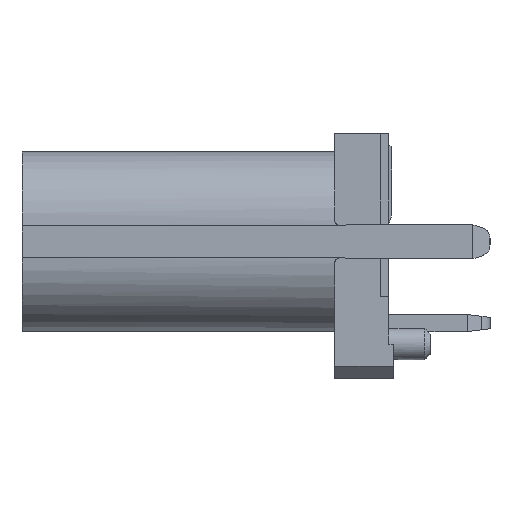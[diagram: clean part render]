
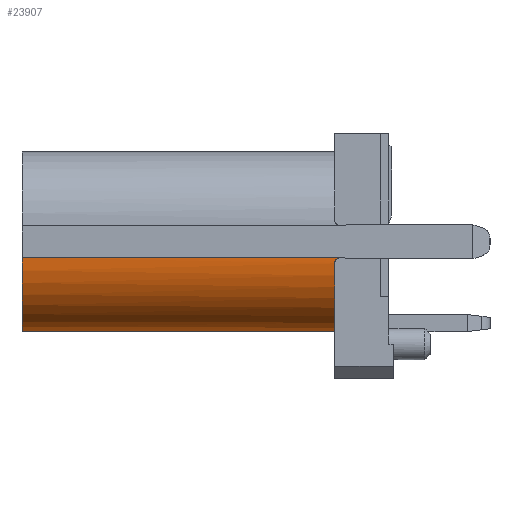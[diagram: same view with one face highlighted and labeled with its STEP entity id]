
A CAD part, left-side view. The second image highlights one B-rep face of the part: STEP entity #23907.
In plain terms, the highlighted cylindrical face has radius 1.3 mm (diameter 2.6 mm), a partial arc.
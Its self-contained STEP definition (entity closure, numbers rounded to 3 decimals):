
#59=B_SPLINE_CURVE_WITH_KNOTS('',3,(#35393,#35394,#35395,#35396),
 .UNSPECIFIED.,.F.,.F.,(4,4),(0.,0.),
 .UNSPECIFIED.);
#219=CYLINDRICAL_SURFACE('',#25136,1.3);
#419=CIRCLE('',#25054,1.3);
#445=CIRCLE('',#25137,1.3);
#4700=ORIENTED_EDGE('',*,*,#8052,.F.);
#4701=ORIENTED_EDGE('',*,*,#8280,.F.);
#4702=ORIENTED_EDGE('',*,*,#8150,.F.);
#4703=ORIENTED_EDGE('',*,*,#8486,.T.);
#4704=ORIENTED_EDGE('',*,*,#8487,.F.);
#8052=EDGE_CURVE('',#10257,#10258,#12545,.T.);
#8150=EDGE_CURVE('',#10340,#10341,#12621,.T.);
#8280=EDGE_CURVE('',#10341,#10257,#419,.T.);
#8486=EDGE_CURVE('',#10340,#10564,#445,.T.);
#8487=EDGE_CURVE('',#10258,#10564,#59,.T.);
#10257=VERTEX_POINT('',#34518);
#10258=VERTEX_POINT('',#34520);
#10340=VERTEX_POINT('',#34725);
#10341=VERTEX_POINT('',#34727);
#10564=VERTEX_POINT('',#35392);
#12545=LINE('',#34519,#15027);
#12621=LINE('',#34726,#15103);
#15027=VECTOR('',#28839,1000.);
#15103=VECTOR('',#28995,1000.);
#16547=EDGE_LOOP('',(#4700,#4701,#4702,#4703,#4704));
#17619=FACE_BOUND('',#16547,.T.);
#23907=ADVANCED_FACE('',(#17619),#219,.T.);
#25054=AXIS2_PLACEMENT_3D('',#34993,#29200,#29201);
#25136=AXIS2_PLACEMENT_3D('',#35390,#29532,#29533);
#25137=AXIS2_PLACEMENT_3D('',#35391,#29534,#29535);
#28839=DIRECTION('',(0.,1.,0.));
#28995=DIRECTION('',(0.,-1.,0.));
#29200=DIRECTION('',(0.,-1.,0.));
#29201=DIRECTION('',(0.,0.,-1.));
#29532=DIRECTION('',(0.,1.,0.));
#29533=DIRECTION('',(0.,0.,-1.));
#29534=DIRECTION('',(0.,-1.,0.));
#29535=DIRECTION('',(0.,0.,1.));
#34518=CARTESIAN_POINT('',(26.47,-14.65,-10.03));
#34519=CARTESIAN_POINT('',(26.47,-10.385,-10.03));
#34520=CARTESIAN_POINT('',(26.47,-9.05,-10.03));
#34725=CARTESIAN_POINT('',(25.17,-9.15,-11.33));
#34726=CARTESIAN_POINT('',(25.17,-9.016,-11.33));
#34727=CARTESIAN_POINT('',(25.17,-14.65,-11.33));
#34993=CARTESIAN_POINT('',(25.17,-14.65,-10.03));
#35390=CARTESIAN_POINT('',(25.17,-9.016,-10.03));
#35391=CARTESIAN_POINT('',(25.17,-9.15,-10.03));
#35392=CARTESIAN_POINT('',(26.466,-9.15,-10.13));
#35393=CARTESIAN_POINT('',(26.47,-9.05,-10.03));
#35394=CARTESIAN_POINT('',(26.47,-9.103,-10.03));
#35395=CARTESIAN_POINT('',(26.47,-9.15,-10.077));
#35396=CARTESIAN_POINT('',(26.466,-9.15,-10.13));
